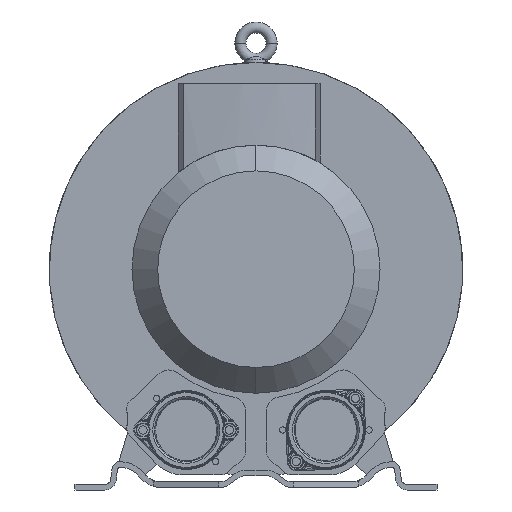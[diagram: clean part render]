
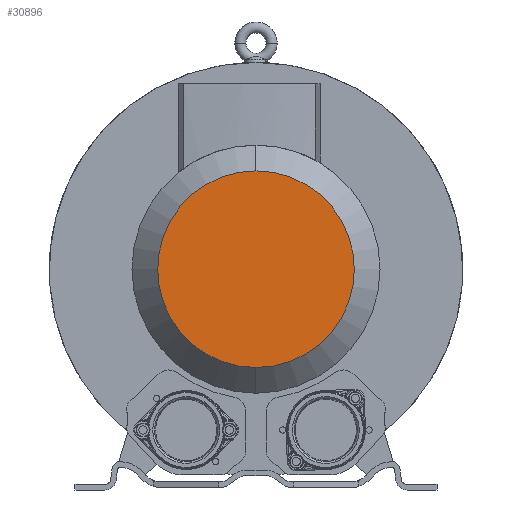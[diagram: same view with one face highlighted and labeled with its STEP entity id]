
A CAD part, front view. The second image highlights one B-rep face of the part: STEP entity #30896.
In plain terms, the highlighted planar face has unit normal (0, -1, 0).
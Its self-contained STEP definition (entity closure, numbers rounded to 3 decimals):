
#2041 = DIRECTION ( 'NONE',  ( 1., 0., 0. ) ) ;
#2677 = CARTESIAN_POINT ( 'NONE',  ( 0., -326.2, 0. ) ) ;
#3661 = CARTESIAN_POINT ( 'NONE',  ( 0., -326.2, 107. ) ) ;
#3922 = AXIS2_PLACEMENT_3D ( 'NONE', #27474, #12895, #25202 ) ;
#4354 = EDGE_LOOP ( 'NONE', ( #7028, #23480 ) ) ;
#5426 = PLANE ( 'NONE',  #12648 ) ;
#7028 = ORIENTED_EDGE ( 'NONE', *, *, #18967, .T. ) ;
#7865 = FACE_OUTER_BOUND ( 'NONE', #4354, .T. ) ;
#10463 = VERTEX_POINT ( 'NONE', #23254 ) ;
#12648 = AXIS2_PLACEMENT_3D ( 'NONE', #22911, #19679, #15460 ) ;
#12895 = DIRECTION ( 'NONE',  ( 0., -1., 0. ) ) ;
#15460 = DIRECTION ( 'NONE',  ( 1., 0., 0. ) ) ;
#16181 = CIRCLE ( 'NONE', #27059, 107. ) ;
#16323 = CIRCLE ( 'NONE', #3922, 107. ) ;
#17079 = DIRECTION ( 'NONE',  ( 0., -1., 0. ) ) ;
#18967 = EDGE_CURVE ( 'NONE', #10463, #29478, #16323, .T. ) ;
#19679 = DIRECTION ( 'NONE',  ( 0., 1., 0. ) ) ;
#22911 = CARTESIAN_POINT ( 'NONE',  ( 0., -326.2, 0. ) ) ;
#23254 = CARTESIAN_POINT ( 'NONE',  ( 0., -326.2, -107. ) ) ;
#23480 = ORIENTED_EDGE ( 'NONE', *, *, #28003, .T. ) ;
#25202 = DIRECTION ( 'NONE',  ( 1., 0., 0. ) ) ;
#27059 = AXIS2_PLACEMENT_3D ( 'NONE', #2677, #17079, #2041 ) ;
#27474 = CARTESIAN_POINT ( 'NONE',  ( 0., -326.2, 0. ) ) ;
#28003 = EDGE_CURVE ( 'NONE', #29478, #10463, #16181, .T. ) ;
#29478 = VERTEX_POINT ( 'NONE', #3661 ) ;
#30896 = ADVANCED_FACE ( 'NONE', ( #7865 ), #5426, .F. ) ;
